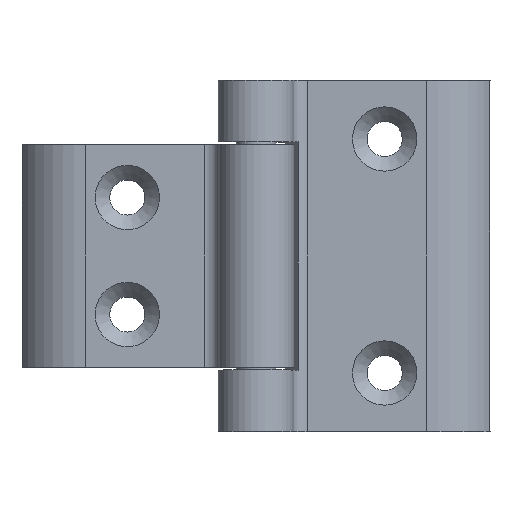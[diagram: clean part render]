
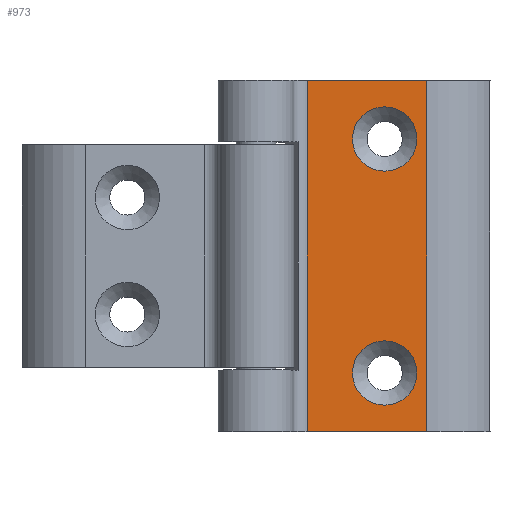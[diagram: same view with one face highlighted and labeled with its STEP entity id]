
A CAD part, top view. The second image highlights one B-rep face of the part: STEP entity #973.
In plain terms, the highlighted planar face has unit normal (0, 0, 1).
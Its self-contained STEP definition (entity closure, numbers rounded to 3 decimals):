
#56=FACE_BOUND('',#185,.T.);
#57=FACE_BOUND('',#186,.T.);
#76=PLANE('',#1142);
#130=FACE_OUTER_BOUND('',#184,.T.);
#184=EDGE_LOOP('',(#797,#798,#799,#800));
#185=EDGE_LOOP('',(#801,#802));
#186=EDGE_LOOP('',(#803,#804));
#252=LINE('',#1630,#319);
#257=LINE('',#1706,#324);
#258=LINE('',#1710,#325);
#259=LINE('',#1712,#326);
#319=VECTOR('',#1328,10.);
#324=VECTOR('',#1351,10.);
#325=VECTOR('',#1356,10.);
#326=VECTOR('',#1359,10.);
#362=CIRCLE('',#1103,5.5);
#363=CIRCLE('',#1104,5.5);
#364=CIRCLE('',#1106,5.5);
#365=CIRCLE('',#1107,5.5);
#426=VERTEX_POINT('',#1538);
#427=VERTEX_POINT('',#1539);
#428=VERTEX_POINT('',#1544);
#429=VERTEX_POINT('',#1545);
#458=VERTEX_POINT('',#1627);
#459=VERTEX_POINT('',#1629);
#469=VERTEX_POINT('',#1704);
#470=VERTEX_POINT('',#1708);
#530=EDGE_CURVE('',#426,#427,#362,.T.);
#531=EDGE_CURVE('',#427,#426,#363,.T.);
#533=EDGE_CURVE('',#428,#429,#364,.T.);
#534=EDGE_CURVE('',#429,#428,#365,.T.);
#575=EDGE_CURVE('',#459,#458,#252,.T.);
#591=EDGE_CURVE('',#469,#458,#257,.T.);
#593=EDGE_CURVE('',#469,#470,#258,.T.);
#594=EDGE_CURVE('',#459,#470,#259,.T.);
#797=ORIENTED_EDGE('',*,*,#593,.T.);
#798=ORIENTED_EDGE('',*,*,#594,.F.);
#799=ORIENTED_EDGE('',*,*,#575,.T.);
#800=ORIENTED_EDGE('',*,*,#591,.F.);
#801=ORIENTED_EDGE('',*,*,#530,.T.);
#802=ORIENTED_EDGE('',*,*,#531,.T.);
#803=ORIENTED_EDGE('',*,*,#533,.T.);
#804=ORIENTED_EDGE('',*,*,#534,.T.);
#973=ADVANCED_FACE('',(#130,#56,#57),#76,.T.);
#1103=AXIS2_PLACEMENT_3D('',#1540,#1242,#1243);
#1104=AXIS2_PLACEMENT_3D('',#1541,#1244,#1245);
#1106=AXIS2_PLACEMENT_3D('',#1546,#1249,#1250);
#1107=AXIS2_PLACEMENT_3D('',#1547,#1251,#1252);
#1142=AXIS2_PLACEMENT_3D('',#1711,#1357,#1358);
#1242=DIRECTION('center_axis',(0.,0.,-1.));
#1243=DIRECTION('ref_axis',(1.,0.,0.));
#1244=DIRECTION('center_axis',(0.,0.,-1.));
#1245=DIRECTION('ref_axis',(1.,0.,0.));
#1249=DIRECTION('center_axis',(0.,0.,-1.));
#1250=DIRECTION('ref_axis',(1.,0.,0.));
#1251=DIRECTION('center_axis',(0.,0.,-1.));
#1252=DIRECTION('ref_axis',(1.,0.,0.));
#1328=DIRECTION('',(0.,-1.,0.));
#1351=DIRECTION('',(-1.,0.,0.));
#1356=DIRECTION('',(0.,1.,0.));
#1357=DIRECTION('center_axis',(0.,0.,1.));
#1358=DIRECTION('ref_axis',(1.,0.,0.));
#1359=DIRECTION('',(1.,0.,0.));
#1538=CARTESIAN_POINT('',(27.5,-20.,-4.5));
#1539=CARTESIAN_POINT('',(16.5,-20.,-4.5));
#1540=CARTESIAN_POINT('Origin',(22.,-20.,-4.5));
#1541=CARTESIAN_POINT('Origin',(22.,-20.,-4.5));
#1544=CARTESIAN_POINT('',(27.5,20.,-4.5));
#1545=CARTESIAN_POINT('',(16.5,20.,-4.5));
#1546=CARTESIAN_POINT('Origin',(22.,20.,-4.5));
#1547=CARTESIAN_POINT('Origin',(22.,20.,-4.5));
#1627=CARTESIAN_POINT('',(8.775,-30.,-4.5));
#1629=CARTESIAN_POINT('',(8.775,30.,-4.5));
#1630=CARTESIAN_POINT('',(8.775,0.,-4.5));
#1704=CARTESIAN_POINT('',(29.185,-30.,-4.5));
#1706=CARTESIAN_POINT('',(8.775,-30.,-4.5));
#1708=CARTESIAN_POINT('',(29.185,30.,-4.5));
#1710=CARTESIAN_POINT('',(29.185,0.,-4.5));
#1711=CARTESIAN_POINT('Origin',(8.775,0.,-4.5));
#1712=CARTESIAN_POINT('',(8.775,30.,-4.5));
